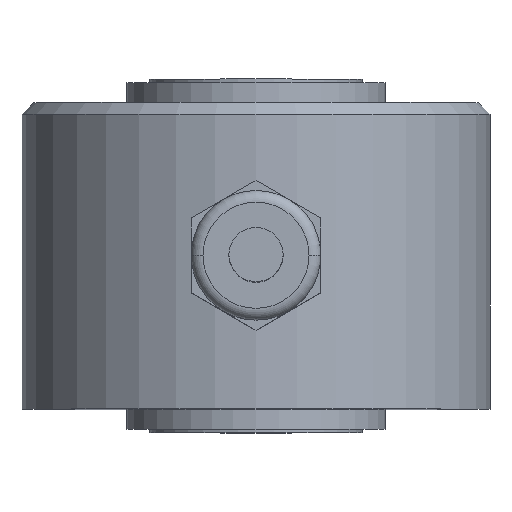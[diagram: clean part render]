
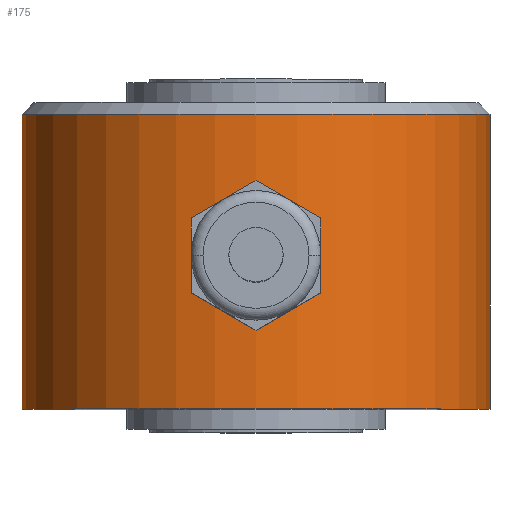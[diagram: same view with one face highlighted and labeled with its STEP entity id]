
A CAD part, top view. The second image highlights one B-rep face of the part: STEP entity #175.
In plain terms, the highlighted cylindrical face has radius 19.85 mm (diameter 39.7 mm), a full revolution.
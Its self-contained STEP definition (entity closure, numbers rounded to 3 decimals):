
#175 = ADVANCED_FACE( '', ( #341, #342 ), #343, .T. );
#341 = FACE_OUTER_BOUND( '', #525, .T. );
#342 = FACE_OUTER_BOUND( '', #526, .T. );
#343 = CYLINDRICAL_SURFACE( '', #527, 19.85 );
#525 = EDGE_LOOP( '', ( #788 ) );
#526 = EDGE_LOOP( '', ( #789 ) );
#527 = AXIS2_PLACEMENT_3D( '', #790, #791, #792 );
#788 = ORIENTED_EDGE( '', *, *, #1106, .T. );
#789 = ORIENTED_EDGE( '', *, *, #1107, .F. );
#790 = CARTESIAN_POINT( '', ( 0., 60., 0. ) );
#791 = DIRECTION( '', ( 0., 1., 0. ) );
#792 = DIRECTION( '', ( 0., 0., -1. ) );
#1106 = EDGE_CURVE( '', #1304, #1304, #1305, .T. );
#1107 = EDGE_CURVE( '', #1306, #1306, #1307, .T. );
#1304 = VERTEX_POINT( '', #1550 );
#1305 = CIRCLE( '', #1551, 19.85 );
#1306 = VERTEX_POINT( '', #1552 );
#1307 = CIRCLE( '', #1553, 19.85 );
#1550 = CARTESIAN_POINT( '', ( 0., 12., -19.85 ) );
#1551 = AXIS2_PLACEMENT_3D( '', #1757, #1758, #1759 );
#1552 = CARTESIAN_POINT( '', ( 0., -13., -19.85 ) );
#1553 = AXIS2_PLACEMENT_3D( '', #1760, #1761, #1762 );
#1757 = CARTESIAN_POINT( '', ( 0., 12., 0. ) );
#1758 = DIRECTION( '', ( 0., -1., 0. ) );
#1759 = DIRECTION( '', ( 0., 0., -1. ) );
#1760 = CARTESIAN_POINT( '', ( 0., -13., 0. ) );
#1761 = DIRECTION( '', ( 0., -1., 0. ) );
#1762 = DIRECTION( '', ( 0., 0., -1. ) );
